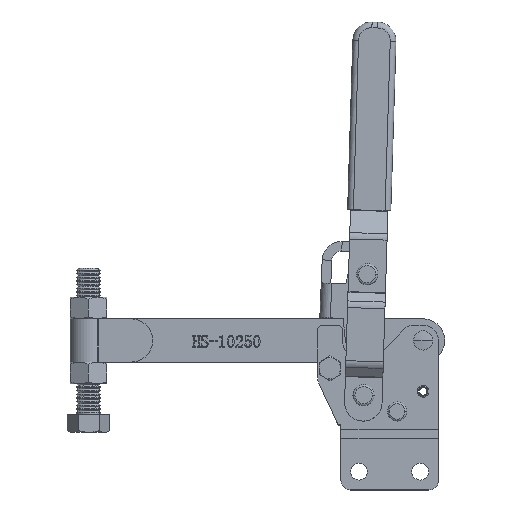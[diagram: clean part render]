
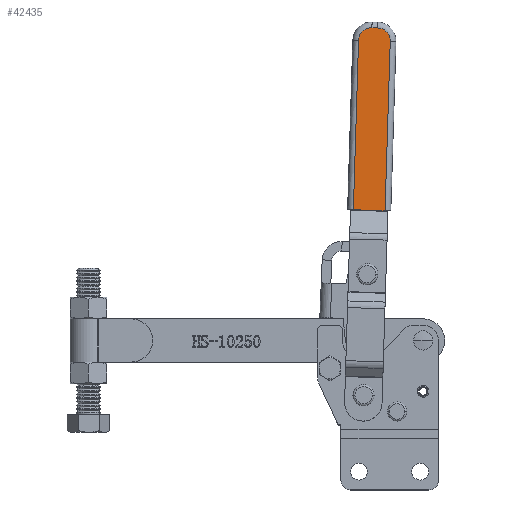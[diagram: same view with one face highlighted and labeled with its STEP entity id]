
A CAD part, top view. The second image highlights one B-rep face of the part: STEP entity #42435.
In plain terms, the highlighted face is planar.
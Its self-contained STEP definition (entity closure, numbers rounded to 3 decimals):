
#1211 = EDGE_CURVE ( 'NONE', #38983, #38996, #8783, .T. ) ;
#1226 = EDGE_CURVE ( 'NONE', #39004, #39001, #8809, .T. ) ;
#1227 = EDGE_CURVE ( 'NONE', #39001, #38996, #8793, .T. ) ;
#1228 = EDGE_CURVE ( 'NONE', #38983, #38999, #8812, .T. ) ;
#1229 = EDGE_CURVE ( 'NONE', #38999, #39011, #8814, .T. ) ;
#1230 = EDGE_CURVE ( 'NONE', #39011, #39004, #8816, .T. ) ;
#5726 = AXIS2_PLACEMENT_3D ( 'NONE', #17540, #17539, #17538 ) ;
#5727 = AXIS2_PLACEMENT_3D ( 'NONE', #17530, #17529, #17527 ) ;
#8783 = LINE ( 'NONE', #17620, #8788 ) ;
#8788 = VECTOR ( 'NONE', #17614, 1000. ) ;
#8793 = LINE ( 'NONE', #17541, #8813 ) ;
#8809 = CIRCLE ( 'NONE', #5726, 6.75 ) ;
#8812 = LINE ( 'NONE', #17537, #8815 ) ;
#8813 = VECTOR ( 'NONE', #17555, 1000. ) ;
#8814 = CIRCLE ( 'NONE', #5727, 6.75 ) ;
#8815 = VECTOR ( 'NONE', #17536, 1000. ) ;
#8816 = LINE ( 'NONE', #17543, #8818 ) ;
#8818 = VECTOR ( 'NONE', #17546, 1000. ) ;
#16009 = ORIENTED_EDGE ( 'NONE', *, *, #1229, .T. ) ;
#16013 = ORIENTED_EDGE ( 'NONE', *, *, #1226, .T. ) ;
#16016 = ORIENTED_EDGE ( 'NONE', *, *, #1211, .F. ) ;
#16019 = ORIENTED_EDGE ( 'NONE', *, *, #1228, .T. ) ;
#16021 = ORIENTED_EDGE ( 'NONE', *, *, #1227, .T. ) ;
#16232 = ORIENTED_EDGE ( 'NONE', *, *, #1230, .T. ) ;
#17527 = DIRECTION ( 'NONE',  ( 0., 0., 1. ) ) ;
#17529 = DIRECTION ( 'NONE',  ( 0., -1., 0. ) ) ;
#17530 = CARTESIAN_POINT ( 'NONE',  ( -21.547, 0., -3.54 ) ) ;
#17536 = DIRECTION ( 'NONE',  ( -1., 0., 0. ) ) ;
#17537 = CARTESIAN_POINT ( 'NONE',  ( 0., 0., 3.21 ) ) ;
#17538 = DIRECTION ( 'NONE',  ( 0., 0., 1. ) ) ;
#17539 = DIRECTION ( 'NONE',  ( 0., -1., 0. ) ) ;
#17540 = CARTESIAN_POINT ( 'NONE',  ( -21.547, 0., -6.54 ) ) ;
#17541 = CARTESIAN_POINT ( 'NONE',  ( 0., 0., -13.29 ) ) ;
#17543 = CARTESIAN_POINT ( 'NONE',  ( -28.297, 0., 0. ) ) ;
#17546 = DIRECTION ( 'NONE',  ( 0., 0., -1. ) ) ;
#17555 = DIRECTION ( 'NONE',  ( 1., 0., 0. ) ) ;
#17614 = DIRECTION ( 'NONE',  ( 0., 0., -1. ) ) ;
#17620 = CARTESIAN_POINT ( 'NONE',  ( 66.703, 0., -16.29 ) ) ;
#24002 = AXIS2_PLACEMENT_3D ( 'NONE', #37369, #37378, #37379 ) ;
#26619 = CARTESIAN_POINT ( 'NONE',  ( 66.703, 0., 3.21 ) ) ;
#26632 = CARTESIAN_POINT ( 'NONE',  ( 66.703, 0., -13.29 ) ) ;
#26635 = CARTESIAN_POINT ( 'NONE',  ( -21.547, 0., 3.21 ) ) ;
#26637 = CARTESIAN_POINT ( 'NONE',  ( -21.547, 0., -13.29 ) ) ;
#26640 = CARTESIAN_POINT ( 'NONE',  ( -28.297, 0., -6.54 ) ) ;
#26647 = CARTESIAN_POINT ( 'NONE',  ( -28.297, 0., -3.54 ) ) ;
#29050 = FACE_OUTER_BOUND ( 'NONE', #44011, .T. ) ;
#37369 = CARTESIAN_POINT ( 'NONE',  ( 0., 0., 0. ) ) ;
#37376 = PLANE ( 'NONE',  #24002 ) ;
#37378 = DIRECTION ( 'NONE',  ( 0., 1., 0. ) ) ;
#37379 = DIRECTION ( 'NONE',  ( 0., 0., 1. ) ) ;
#38983 = VERTEX_POINT ( 'NONE', #26619 ) ;
#38996 = VERTEX_POINT ( 'NONE', #26632 ) ;
#38999 = VERTEX_POINT ( 'NONE', #26635 ) ;
#39001 = VERTEX_POINT ( 'NONE', #26637 ) ;
#39004 = VERTEX_POINT ( 'NONE', #26640 ) ;
#39011 = VERTEX_POINT ( 'NONE', #26647 ) ;
#42435 = ADVANCED_FACE ( 'NONE', ( #29050 ), #37376, .F. ) ;
#44011 = EDGE_LOOP ( 'NONE', ( #16013, #16021, #16016, #16019, #16009, #16232 ) ) ;
